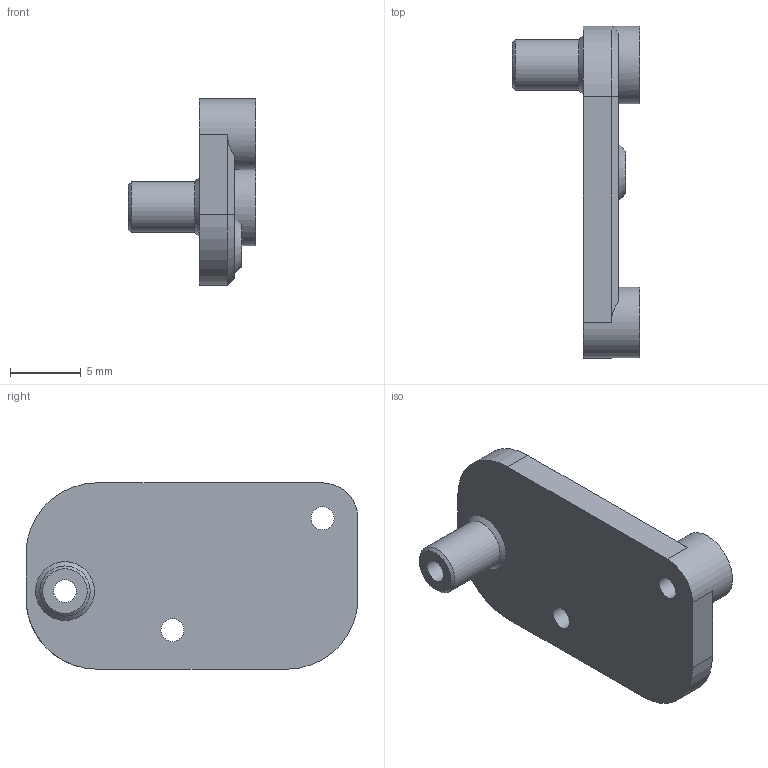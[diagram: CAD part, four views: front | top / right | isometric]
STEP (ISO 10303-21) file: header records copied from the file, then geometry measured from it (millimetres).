
FILE_DESCRIPTION(/* description */ (''),/* implementation_level */ '2;1');
FILE_NAME(/* name */ 'Support WB EK MB v14.step',/* time_stamp */ '2022-06-09T10:13:27+02:00',/* author */ (''),/* organization */ (''),/* preprocessor_version */ 'ST-DEVELOPER v19',/* originating_system */ 'Autodesk Translation Framework v11.7.0.108',/* authorisation */ '');
FILE_SCHEMA (('AUTOMOTIVE_DESIGN { 1 0 10303 214 3 1 1 }'));
Length unit declared in the file: millimetre
Products named in the file (1): Support WB EK MB
Bounding box: 9 x 23.44 x 13.15 mm (x, y, z)
Volume: 806.5 mm3; surface area: 902.3 mm2
Topology: 1 solids, 1 shells, 31 faces, 70 edges, 43 vertices
Faces by surface type: plane 15, cylinder 9, cone 6, bspline 1
Full cylindrical faces by diameter (mm): 1.623 x3, 3.55 x1, 5 x1, 5.5 x1
Entity records: 941 total; most frequent: CARTESIAN_POINT 181, DIRECTION 161, ORIENTED_EDGE 140, EDGE_CURVE 70, AXIS2_PLACEMENT_3D 62, VERTEX_POINT 43, EDGE_LOOP 39, LINE 37
